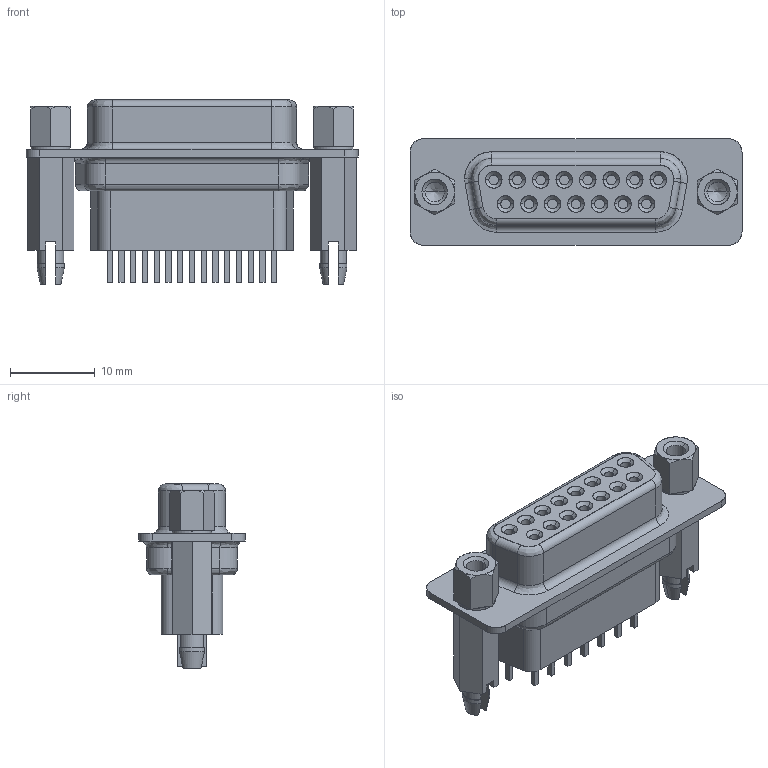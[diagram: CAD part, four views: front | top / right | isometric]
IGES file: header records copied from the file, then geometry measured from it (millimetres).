
Start section: SolidWorks IGES file using analytic representation for surfaces
Global section: file name: CKelleher'K88X-AD-15S-BRJ_rA2.IGS; native system: SolidWorks 2007; preprocessor: SolidWorks 2007; author: Ckelleher; date: 120202.100219; units: millimetre
Bounding box: 39.14 x 12.55 x 21.75 mm (x, y, z)
Surface area: 3346.9 mm2 (no closed solid volume)
Topology: 0 solids, 0 shells, 371 faces, 3226 edges, 3222 vertices
Faces by surface type: bspline 191, revolution 180
